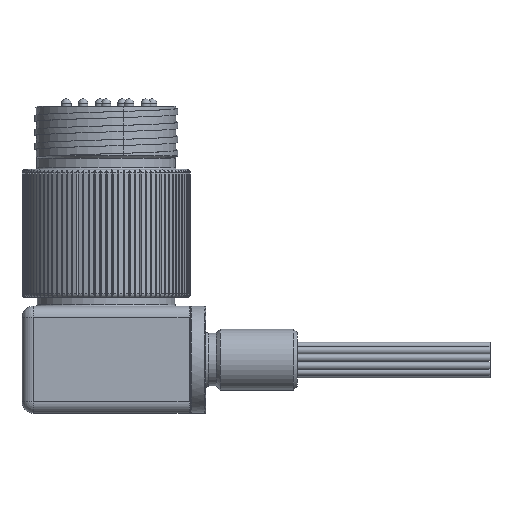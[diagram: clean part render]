
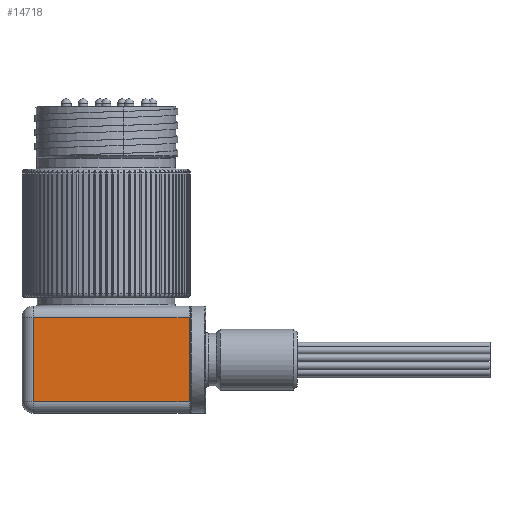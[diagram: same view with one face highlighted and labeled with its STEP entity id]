
A CAD part, left-side view. The second image highlights one B-rep face of the part: STEP entity #14718.
In plain terms, the highlighted planar face has unit normal (-1, 0, 0).
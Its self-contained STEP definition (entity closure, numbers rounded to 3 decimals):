
#677=PLANE('',#15906);
#2098=FACE_OUTER_BOUND('',#2995,.T.);
#2995=EDGE_LOOP('',(#12690,#12691,#12692,#12693));
#4468=LINE('',#34050,#5378);
#4469=LINE('',#34052,#5379);
#4470=LINE('',#34054,#5380);
#4471=LINE('',#34055,#5381);
#5378=VECTOR('',#19056,1000.);
#5379=VECTOR('',#19057,1000.);
#5380=VECTOR('',#19058,1000.);
#5381=VECTOR('',#19059,1000.);
#6740=VERTEX_POINT('',#34048);
#6741=VERTEX_POINT('',#34049);
#6742=VERTEX_POINT('',#34051);
#6743=VERTEX_POINT('',#34053);
#8736=EDGE_CURVE('',#6740,#6741,#4468,.T.);
#8737=EDGE_CURVE('',#6741,#6742,#4469,.T.);
#8738=EDGE_CURVE('',#6742,#6743,#4470,.T.);
#8739=EDGE_CURVE('',#6743,#6740,#4471,.T.);
#12690=ORIENTED_EDGE('',*,*,#8736,.T.);
#12691=ORIENTED_EDGE('',*,*,#8737,.T.);
#12692=ORIENTED_EDGE('',*,*,#8738,.T.);
#12693=ORIENTED_EDGE('',*,*,#8739,.T.);
#14718=ADVANCED_FACE('',(#2098),#677,.T.);
#15906=AXIS2_PLACEMENT_3D('',#34047,#19054,#19055);
#19054=DIRECTION('center_axis',(-1.,0.,0.));
#19055=DIRECTION('ref_axis',(0.,0.,1.));
#19056=DIRECTION('',(0.,-1.,0.));
#19057=DIRECTION('',(0.,0.,1.));
#19058=DIRECTION('',(0.,1.,0.));
#19059=DIRECTION('',(0.,0.,-1.));
#34047=CARTESIAN_POINT('Origin',(-94.908,20.634,88.903));
#34048=CARTESIAN_POINT('',(-94.908,35.715,53.191));
#34049=CARTESIAN_POINT('',(-94.908,3.426,53.191));
#34050=CARTESIAN_POINT('',(-94.908,3.172,53.191));
#34051=CARTESIAN_POINT('',(-94.908,3.426,70.641));
#34052=CARTESIAN_POINT('',(-94.908,3.426,88.903));
#34053=CARTESIAN_POINT('',(-94.908,35.715,70.641));
#34054=CARTESIAN_POINT('',(-94.908,35.715,70.641));
#34055=CARTESIAN_POINT('',(-94.908,35.715,88.903));
